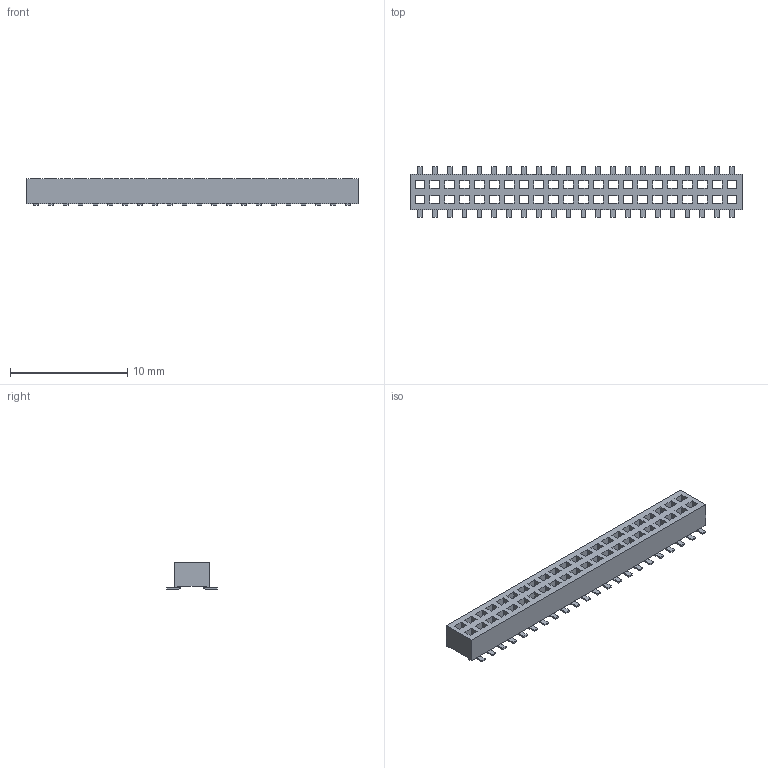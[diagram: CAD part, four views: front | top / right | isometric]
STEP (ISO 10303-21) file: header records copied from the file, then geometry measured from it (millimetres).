
FILE_DESCRIPTION(('FreeCAD Model'),'2;1');
FILE_NAME('Open CASCADE Shape Model','2025-01-12T20:19:45',(''),(''), 'Open CASCADE STEP processor 7.8','FreeCAD','Unknown');
FILE_SCHEMA(('AUTOMOTIVE_DESIGN { 1 0 10303 214 1 1 1 1 }'));
Length unit declared in the file: millimetre
Products named in the file (3): C-106-22-1-G-22-BE_Pin001; CLP-122-2-G-D-BETRM; C-106-22-1-G-22-BE_Pin
Bounding box: 28.37 x 4.32 x 2.29 mm (x, y, z)
Volume: 134.8 mm3; surface area: 630.4 mm2
Topology: 3 solids, 3 shells, 542 faces, 1608 edges, 1072 vertices
Faces by surface type: plane 454, cylinder 88
Entity records: 18162 total; most frequent: CARTESIAN_POINT 3223, ORIENTED_EDGE 3216, DIRECTION 2870, EDGE_CURVE 1608, LINE 1432, VECTOR 1432, VERTEX_POINT 1072, AXIS2_PLACEMENT_3D 719
